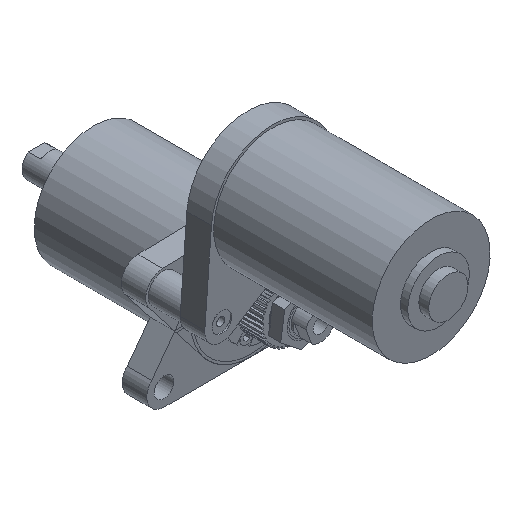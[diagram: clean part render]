
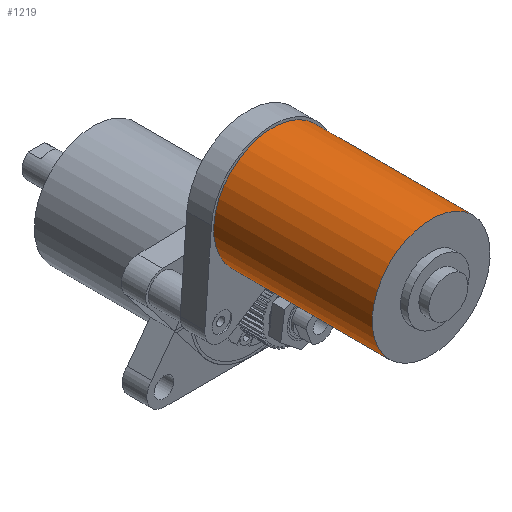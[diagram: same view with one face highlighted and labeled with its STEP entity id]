
A CAD part, isometric view. The second image highlights one B-rep face of the part: STEP entity #1219.
In plain terms, the highlighted cylindrical face has radius 24 mm (diameter 48 mm), a full revolution.
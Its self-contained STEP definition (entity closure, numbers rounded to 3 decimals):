
#1219 = ADVANCED_FACE( '', ( #2670, #2671 ), #2672, .T. );
#2670 = FACE_OUTER_BOUND( '', #4258, .T. );
#2671 = FACE_OUTER_BOUND( '', #4259, .T. );
#2672 = CYLINDRICAL_SURFACE( '', #4260, 24. );
#4258 = EDGE_LOOP( '', ( #7492 ) );
#4259 = EDGE_LOOP( '', ( #7493 ) );
#4260 = AXIS2_PLACEMENT_3D( '', #7494, #7495, #7496 );
#7492 = ORIENTED_EDGE( '', *, *, #9637, .T. );
#7493 = ORIENTED_EDGE( '', *, *, #9638, .F. );
#7494 = CARTESIAN_POINT( '', ( 0., 64.5, 0. ) );
#7495 = DIRECTION( '', ( 0., 1., 0. ) );
#7496 = DIRECTION( '', ( 0., 0., -1. ) );
#9637 = EDGE_CURVE( '', #11740, #11740, #11741, .T. );
#9638 = EDGE_CURVE( '', #11742, #11742, #11743, .T. );
#11740 = VERTEX_POINT( '', #14516 );
#11741 = CIRCLE( '', #14517, 24. );
#11742 = VERTEX_POINT( '', #14518 );
#11743 = CIRCLE( '', #14519, 24. );
#14516 = CARTESIAN_POINT( '', ( 24., 64.5, 0. ) );
#14517 = AXIS2_PLACEMENT_3D( '', #16303, #16304, #16305 );
#14518 = CARTESIAN_POINT( '', ( 24., 0., 0. ) );
#14519 = AXIS2_PLACEMENT_3D( '', #16306, #16307, #16308 );
#16303 = CARTESIAN_POINT( '', ( 0., 64.5, 0. ) );
#16304 = DIRECTION( '', ( 0., -1., 0. ) );
#16305 = DIRECTION( '', ( 1., 0., 0. ) );
#16306 = CARTESIAN_POINT( '', ( 0., 0., 0. ) );
#16307 = DIRECTION( '', ( 0., -1., 0. ) );
#16308 = DIRECTION( '', ( 1., 0., 0. ) );
